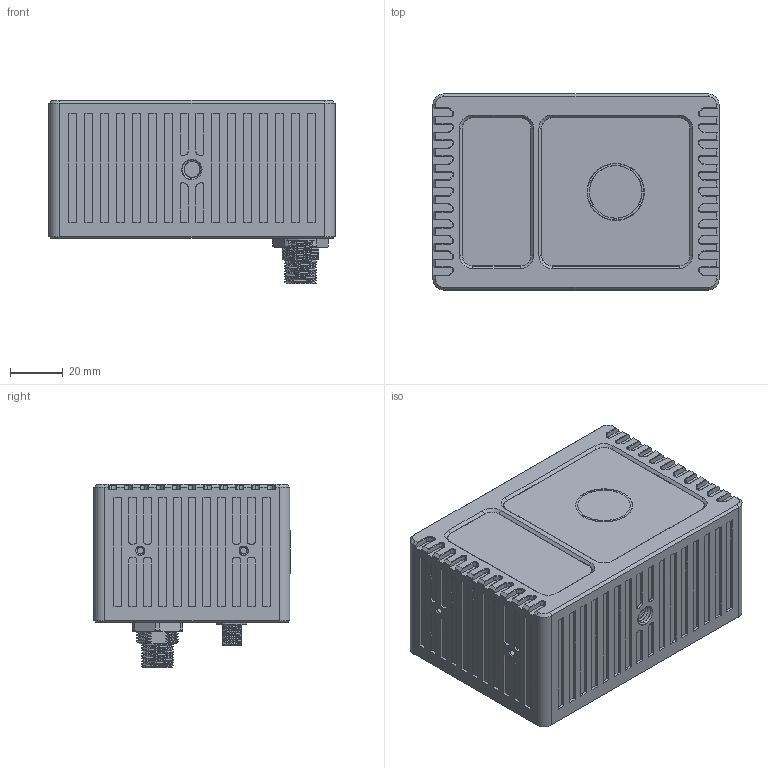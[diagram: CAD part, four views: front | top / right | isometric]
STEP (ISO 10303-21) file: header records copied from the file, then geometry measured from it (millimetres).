
FILE_DESCRIPTION((''),'2;1');
FILE_NAME('00-CS40PRO-241112-OUT_SW0001','2024-11-12T14:49:52',('杜航'),(''),'CREO PARAMETRIC BY PTC INC, 2018050','CREO PARAMETRIC BY PTC INC, 2018050','');
FILE_SCHEMA(('CONFIG_CONTROL_DESIGN','SHAPE_APPEARANCE_LAYERS_GROUPS'));
Products named in the file (1): 00-CS40PRO-241112-OUT_SW0001
Bounding box: 108 x 74 x 69.1 mm (x, y, z)
Volume: 350277.8 mm3; surface area: 82572.1 mm2
Topology: 13 solids, 17 shells, 2760 faces, 7799 edges, 5063 vertices
Faces by surface type: plane 1635, cylinder 777, cone 199, bspline 86, sphere 33, torus 30
Entity records: 106814 total; most frequent: CARTESIAN_POINT 32705, ORIENTED_EDGE 15520, DIRECTION 13505, EDGE_CURVE 7760, VERTEX_POINT 5063, VECTOR 4503, LINE 4503, AXIS2_PLACEMENT_3D 4501
